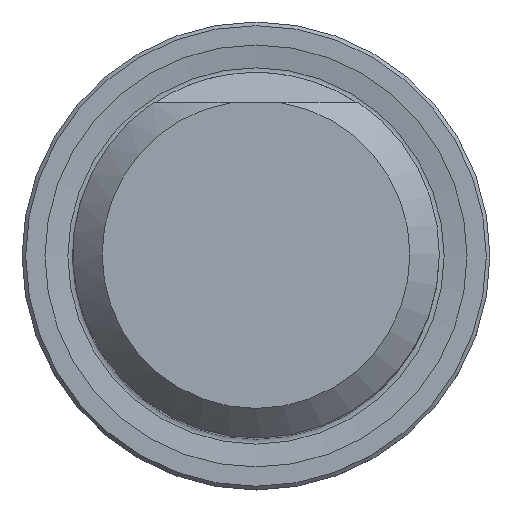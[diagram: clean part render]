
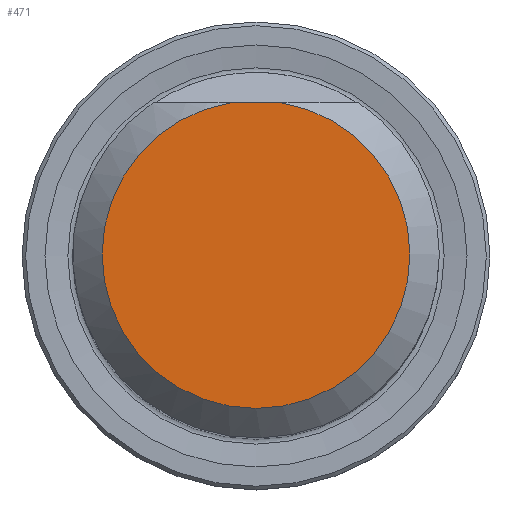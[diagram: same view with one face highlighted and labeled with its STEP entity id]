
A CAD part, top view. The second image highlights one B-rep face of the part: STEP entity #471.
In plain terms, the highlighted planar face has unit normal (0, 0, 1).
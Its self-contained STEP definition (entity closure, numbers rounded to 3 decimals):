
#229=PLANE('',#6144);
#471=ADVANCED_FACE('',(#794),#229,.T.);
#794=FACE_OUTER_BOUND('',#1067,.T.);
#1067=EDGE_LOOP('',(#1733,#1734));
#1733=ORIENTED_EDGE('',*,*,#3903,.F.);
#1734=ORIENTED_EDGE('',*,*,#3904,.T.);
#3327=VERTEX_POINT('',#9331);
#3328=VERTEX_POINT('',#9332);
#3903=EDGE_CURVE('',#3327,#3328,#5233,.T.);
#3904=EDGE_CURVE('',#3327,#3328,#4588,.T.);
#4588=CIRCLE('',#6143,10.492);
#5233=LINE('',#9330,#5584);
#5584=VECTOR('',#6994,1.);
#6143=AXIS2_PLACEMENT_3D('',#9333,#6995,#6996);
#6144=AXIS2_PLACEMENT_3D('',#9334,#6997,#6998);
#6994=DIRECTION('',(1.,0.,0.));
#6995=DIRECTION('',(0.,0.,1.));
#6996=DIRECTION('',(0.,-1.,0.));
#6997=DIRECTION('',(0.,0.,1.));
#6998=DIRECTION('',(0.,-1.,0.));
#9330=CARTESIAN_POINT('',(0.,10.343,56.));
#9331=CARTESIAN_POINT('',(-1.759,10.343,56.));
#9332=CARTESIAN_POINT('',(1.759,10.343,56.));
#9333=CARTESIAN_POINT('',(0.,0.,56.));
#9334=CARTESIAN_POINT('',(0.,0.,56.));
